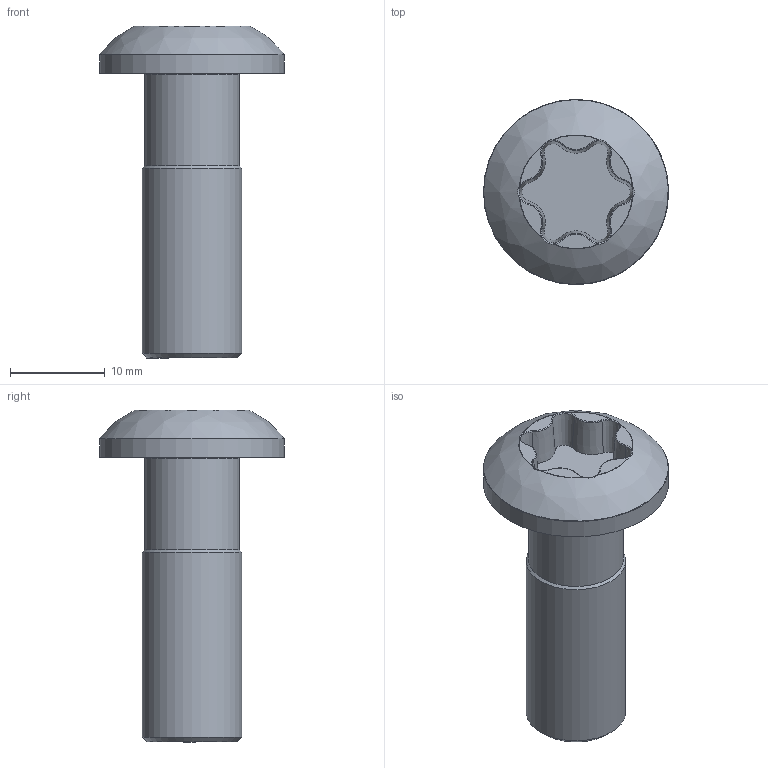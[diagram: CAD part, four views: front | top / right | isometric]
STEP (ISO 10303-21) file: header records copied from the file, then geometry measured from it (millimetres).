
FILE_DESCRIPTION((''),'2;1');
FILE_NAME('AR6001.stp','2025-04-23T15:27:46',('arma01'),(''),'Autodesk Inventor 2013','Autodesk Inventor 2013','');
FILE_SCHEMA(('AUTOMOTIVE_DESIGN { 1 0 10303 214 1 1 1 1 }'));
Length unit declared in the file: millimetre
Products named in the file (1): AR6001
Bounding box: 19.5 x 19.5 x 35 mm (x, y, z)
Volume: 3445.2 mm3; surface area: 1896 mm2
Topology: 1 solids, 1 shells, 71 faces, 150 edges, 82 vertices
Faces by surface type: torus 26, cone 14, sphere 12, plane 9, bspline 7, cylinder 3
Full cylindrical faces by diameter (mm): 10 x1, 10.5 x1, 19.5 x1
Entity records: 2058 total; most frequent: CARTESIAN_POINT 512, DIRECTION 376, ORIENTED_EDGE 282, AXIS2_PLACEMENT_3D 182, EDGE_CURVE 141, CIRCLE 117, VERTEX_POINT 81, EDGE_LOOP 80
